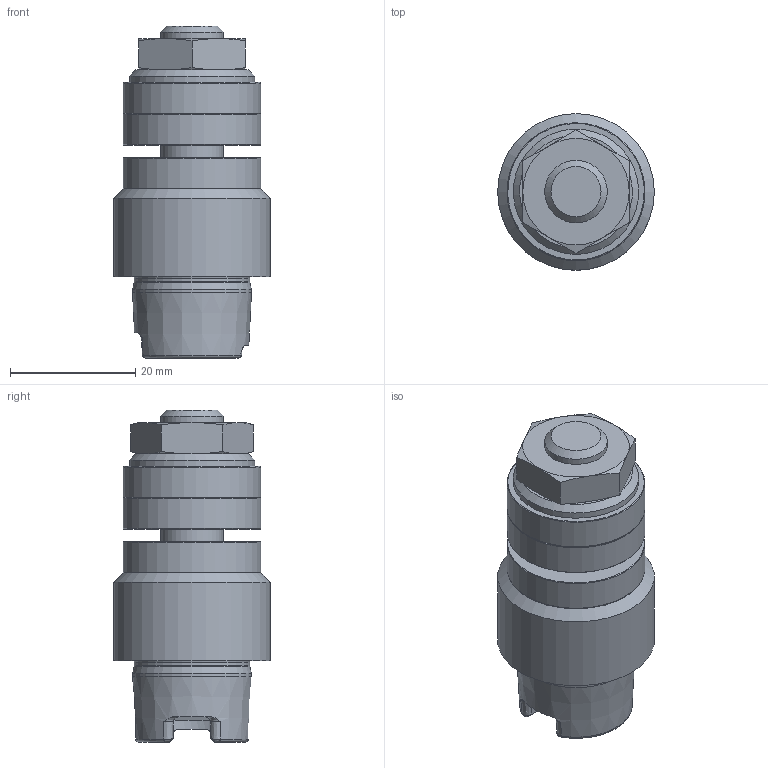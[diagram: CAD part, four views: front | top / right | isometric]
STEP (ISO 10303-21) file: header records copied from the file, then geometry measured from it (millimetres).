
FILE_DESCRIPTION(/* description */ (''),/* implementation_level */ '2;1');
FILE_NAME(/* name */ 'W2120005A.stp',/* time_stamp */ '2009-03-31T11:23:45+02:00',/* author */ (''),/* organization */ (''),/* preprocessor_version */ 'ST-DEVELOPER v11',/* originating_system */ 'UGS - NX 5.0',/* authorisation */ '');
FILE_SCHEMA (('AUTOMOTIVE_DESIGN { 1 0 10303 214 0 1 1 1 }'));
Length unit declared in the file: millimetre
Products named in the file (1): KrisBB0A189r
Bounding box: 25 x 25 x 53 mm (x, y, z)
Volume: 17524.9 mm3; surface area: 4998.3 mm2
Topology: 1 solids, 1 shells, 82 faces, 187 edges, 114 vertices
Faces by surface type: plane 27, cone 25, cylinder 14, bspline 12, torus 4
Full cylindrical faces by diameter (mm): 10 x2, 13 x1, 18.4 x1, 19 x1, 20 x1, 22 x3, 25 x1
Entity records: 2608 total; most frequent: CARTESIAN_POINT 1019, ORIENTED_EDGE 310, DIRECTION 298, EDGE_CURVE 155, AXIS2_PLACEMENT_3D 136, EDGE_LOOP 112, VERTEX_POINT 105, ADVANCED_FACE 82
